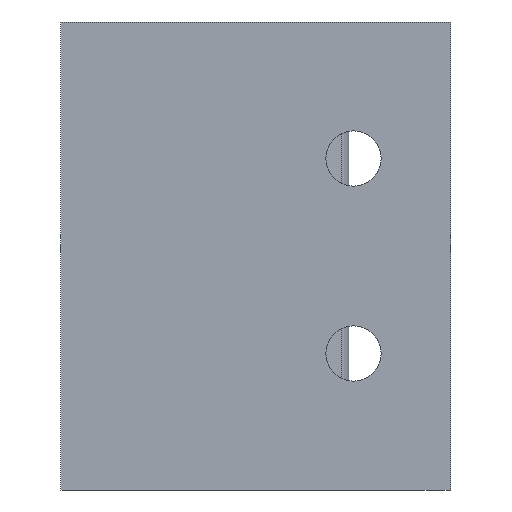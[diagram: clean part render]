
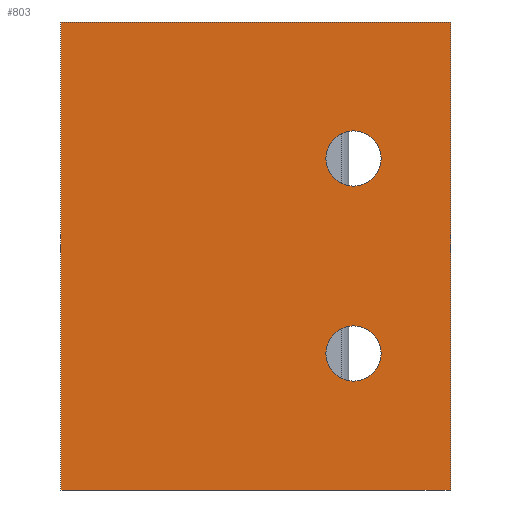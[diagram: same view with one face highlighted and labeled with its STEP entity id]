
A CAD part, front view. The second image highlights one B-rep face of the part: STEP entity #803.
In plain terms, the highlighted planar face has unit normal (0, -1, 0).
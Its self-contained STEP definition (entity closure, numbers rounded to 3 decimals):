
#1 = CARTESIAN_POINT ( 'NONE',  ( 60., 0., 36. ) ) ;
#17 = VERTEX_POINT ( 'NONE', #614 ) ;
#31 = ORIENTED_EDGE ( 'NONE', *, *, #838, .F. ) ;
#39 = DIRECTION ( 'NONE',  ( 0., -1., 0. ) ) ;
#68 = LINE ( 'NONE', #1, #928 ) ;
#81 = CIRCLE ( 'NONE', #725, 4.25 ) ;
#95 = DIRECTION ( 'NONE',  ( 1., 0., 0. ) ) ;
#102 = CARTESIAN_POINT ( 'NONE',  ( 60., 0., -36. ) ) ;
#103 = CARTESIAN_POINT ( 'NONE',  ( 45., 0., 10.75 ) ) ;
#132 = CARTESIAN_POINT ( 'NONE',  ( 45., 0., 19.25 ) ) ;
#141 = EDGE_CURVE ( 'NONE', #17, #858, #522, .T. ) ;
#146 = DIRECTION ( 'NONE',  ( 0., 0., -1. ) ) ;
#158 = FACE_OUTER_BOUND ( 'NONE', #302, .T. ) ;
#162 = EDGE_CURVE ( 'NONE', #321, #213, #684, .T. ) ;
#169 = PLANE ( 'NONE',  #709 ) ;
#199 = CARTESIAN_POINT ( 'NONE',  ( 45., 0., -19.25 ) ) ;
#206 = DIRECTION ( 'NONE',  ( 0., 0., -1. ) ) ;
#213 = VERTEX_POINT ( 'NONE', #465 ) ;
#250 = AXIS2_PLACEMENT_3D ( 'NONE', #687, #39, #325 ) ;
#294 = ORIENTED_EDGE ( 'NONE', *, *, #463, .F. ) ;
#302 = EDGE_LOOP ( 'NONE', ( #347, #294, #570, #711 ) ) ;
#307 = AXIS2_PLACEMENT_3D ( 'NONE', #539, #336, #551 ) ;
#314 = DIRECTION ( 'NONE',  ( 0., 0., -1. ) ) ;
#321 = VERTEX_POINT ( 'NONE', #584 ) ;
#325 = DIRECTION ( 'NONE',  ( 0., 0., -1. ) ) ;
#331 = CARTESIAN_POINT ( 'NONE',  ( 45., 0., 15. ) ) ;
#336 = DIRECTION ( 'NONE',  ( 0., -1., 0. ) ) ;
#347 = ORIENTED_EDGE ( 'NONE', *, *, #162, .T. ) ;
#405 = VECTOR ( 'NONE', #703, 1000. ) ;
#413 = ORIENTED_EDGE ( 'NONE', *, *, #700, .F. ) ;
#416 = CARTESIAN_POINT ( 'NONE',  ( 0., 0., 36. ) ) ;
#428 = EDGE_CURVE ( 'NONE', #583, #321, #867, .T. ) ;
#446 = DIRECTION ( 'NONE',  ( 0., 1., 0. ) ) ;
#463 = EDGE_CURVE ( 'NONE', #804, #213, #68, .T. ) ;
#465 = CARTESIAN_POINT ( 'NONE',  ( 60., 0., -36. ) ) ;
#496 = VECTOR ( 'NONE', #206, 1000. ) ;
#508 = CIRCLE ( 'NONE', #307, 4.25 ) ;
#522 = CIRCLE ( 'NONE', #250, 4.25 ) ;
#539 = CARTESIAN_POINT ( 'NONE',  ( 45., 0., 15. ) ) ;
#551 = DIRECTION ( 'NONE',  ( 0., 0., -1. ) ) ;
#561 = AXIS2_PLACEMENT_3D ( 'NONE', #331, #785, #694 ) ;
#570 = ORIENTED_EDGE ( 'NONE', *, *, #730, .F. ) ;
#583 = VERTEX_POINT ( 'NONE', #416 ) ;
#584 = CARTESIAN_POINT ( 'NONE',  ( 0., 0., -36. ) ) ;
#586 = EDGE_CURVE ( 'NONE', #851, #741, #644, .T. ) ;
#590 = CARTESIAN_POINT ( 'NONE',  ( 60., 0., 36. ) ) ;
#614 = CARTESIAN_POINT ( 'NONE',  ( 45., 0., -10.75 ) ) ;
#628 = ORIENTED_EDGE ( 'NONE', *, *, #586, .F. ) ;
#644 = CIRCLE ( 'NONE', #561, 4.25 ) ;
#669 = CARTESIAN_POINT ( 'NONE',  ( 60., 0., 36. ) ) ;
#676 = CARTESIAN_POINT ( 'NONE',  ( 60., 0., 36. ) ) ;
#679 = EDGE_LOOP ( 'NONE', ( #31, #628 ) ) ;
#684 = LINE ( 'NONE', #102, #405 ) ;
#687 = CARTESIAN_POINT ( 'NONE',  ( 45., 0., -15. ) ) ;
#694 = DIRECTION ( 'NONE',  ( 0., 0., -1. ) ) ;
#699 = CARTESIAN_POINT ( 'NONE',  ( 45., 0., -15. ) ) ;
#700 = EDGE_CURVE ( 'NONE', #858, #17, #81, .T. ) ;
#702 = EDGE_LOOP ( 'NONE', ( #413, #783 ) ) ;
#703 = DIRECTION ( 'NONE',  ( 1., 0., 0. ) ) ;
#709 = AXIS2_PLACEMENT_3D ( 'NONE', #676, #446, #740 ) ;
#711 = ORIENTED_EDGE ( 'NONE', *, *, #428, .T. ) ;
#725 = AXIS2_PLACEMENT_3D ( 'NONE', #699, #896, #314 ) ;
#730 = EDGE_CURVE ( 'NONE', #583, #804, #756, .T. ) ;
#740 = DIRECTION ( 'NONE',  ( 0., 0., 1. ) ) ;
#741 = VERTEX_POINT ( 'NONE', #103 ) ;
#756 = LINE ( 'NONE', #669, #924 ) ;
#783 = ORIENTED_EDGE ( 'NONE', *, *, #141, .F. ) ;
#785 = DIRECTION ( 'NONE',  ( 0., -1., 0. ) ) ;
#796 = CARTESIAN_POINT ( 'NONE',  ( 0., 0., 36. ) ) ;
#803 = ADVANCED_FACE ( 'NONE', ( #806, #893, #158 ), #169, .F. ) ;
#804 = VERTEX_POINT ( 'NONE', #590 ) ;
#806 = FACE_BOUND ( 'NONE', #679, .T. ) ;
#838 = EDGE_CURVE ( 'NONE', #741, #851, #508, .T. ) ;
#851 = VERTEX_POINT ( 'NONE', #132 ) ;
#858 = VERTEX_POINT ( 'NONE', #199 ) ;
#867 = LINE ( 'NONE', #796, #496 ) ;
#893 = FACE_BOUND ( 'NONE', #702, .T. ) ;
#896 = DIRECTION ( 'NONE',  ( 0., -1., 0. ) ) ;
#924 = VECTOR ( 'NONE', #95, 1000. ) ;
#928 = VECTOR ( 'NONE', #146, 1000. ) ;
